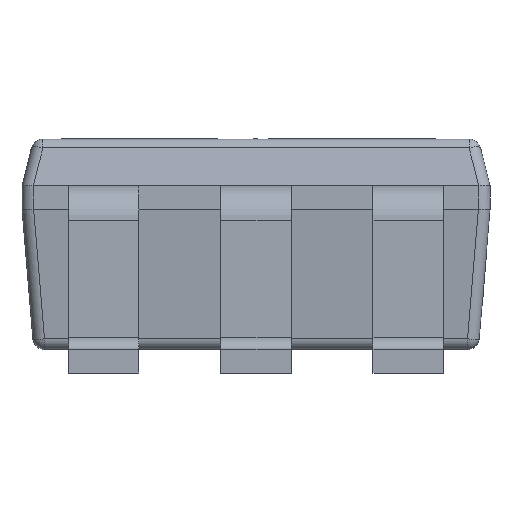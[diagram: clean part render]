
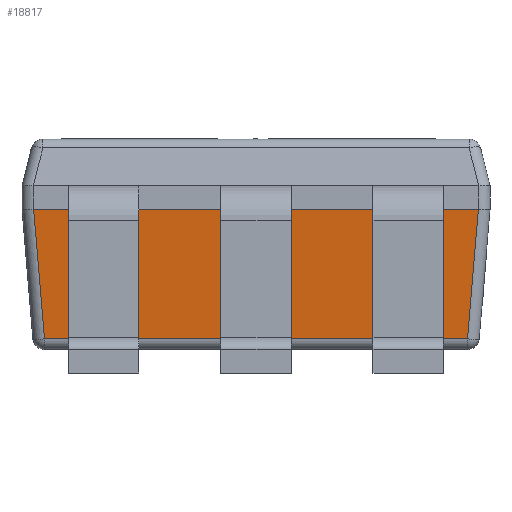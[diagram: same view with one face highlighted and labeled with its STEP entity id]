
A CAD part, left-side view. The second image highlights one B-rep face of the part: STEP entity #18817.
In plain terms, the highlighted planar face has unit normal (-0.997, 0, -0.083).
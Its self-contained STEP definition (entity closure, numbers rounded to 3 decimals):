
#841 = LINE ( 'NONE', #11075, #19316 ) ;
#1125 = LINE ( 'NONE', #2590, #18096 ) ;
#1146 = LINE ( 'NONE', #9019, #11116 ) ;
#1995 = DIRECTION ( 'NONE',  ( 0., -1., 0. ) ) ;
#2183 = ORIENTED_EDGE ( 'NONE', *, *, #23687, .T. ) ;
#2424 = DIRECTION ( 'NONE',  ( -0.083, -0.083, 0.993 ) ) ;
#2576 = EDGE_CURVE ( 'NONE', #8564, #3302, #4392, .T. ) ;
#2590 = CARTESIAN_POINT ( 'NONE',  ( -0.625, 1., 0.6 ) ) ;
#2602 = EDGE_CURVE ( 'NONE', #18910, #3302, #841, .T. ) ;
#2630 = ORIENTED_EDGE ( 'NONE', *, *, #2576, .T. ) ;
#3302 = VERTEX_POINT ( 'NONE', #16610 ) ;
#4127 = LINE ( 'NONE', #10686, #10947 ) ;
#4179 = EDGE_CURVE ( 'NONE', #22593, #23659, #1146, .T. ) ;
#4392 = LINE ( 'NONE', #12421, #10025 ) ;
#4866 = AXIS2_PLACEMENT_3D ( 'NONE', #11984, #20068, #1995 ) ;
#6592 = CARTESIAN_POINT ( 'NONE',  ( -0.579, 0.904, 0.046 ) ) ;
#7663 = EDGE_CURVE ( 'NONE', #22593, #9405, #1125, .T. ) ;
#8564 = VERTEX_POINT ( 'NONE', #16811 ) ;
#8935 = DIRECTION ( 'NONE',  ( 0., -1., 0. ) ) ;
#9019 = CARTESIAN_POINT ( 'NONE',  ( -0.625, 0.951, 0.604 ) ) ;
#9405 = VERTEX_POINT ( 'NONE', #21783 ) ;
#9834 = ORIENTED_EDGE ( 'NONE', *, *, #7663, .F. ) ;
#10019 = FACE_OUTER_BOUND ( 'NONE', #12358, .T. ) ;
#10025 = VECTOR ( 'NONE', #2424, 1000. ) ;
#10686 = CARTESIAN_POINT ( 'NONE',  ( -0.625, 1., 0.6 ) ) ;
#10947 = VECTOR ( 'NONE', #18758, 1000. ) ;
#10956 = DIRECTION ( 'NONE',  ( 0., -1., 0. ) ) ;
#11072 = EDGE_CURVE ( 'NONE', #9405, #18910, #4127, .T. ) ;
#11075 = CARTESIAN_POINT ( 'NONE',  ( -0.625, 1., 0.6 ) ) ;
#11116 = VECTOR ( 'NONE', #13128, 1000. ) ;
#11159 = ORIENTED_EDGE ( 'NONE', *, *, #11072, .F. ) ;
#11984 = CARTESIAN_POINT ( 'NONE',  ( -0.625, 1., 0.6 ) ) ;
#12358 = EDGE_LOOP ( 'NONE', ( #2183, #2630, #16912, #11159, #9834, #23201 ) ) ;
#12421 = CARTESIAN_POINT ( 'NONE',  ( -0.612, -0.937, 0.44 ) ) ;
#12635 = CARTESIAN_POINT ( 'NONE',  ( -0.579, -0.95, 0.046 ) ) ;
#13128 = DIRECTION ( 'NONE',  ( 0.083, -0.083, -0.993 ) ) ;
#16610 = CARTESIAN_POINT ( 'NONE',  ( -0.625, -0.95, 0.6 ) ) ;
#16641 = LINE ( 'NONE', #12635, #22652 ) ;
#16705 = DIRECTION ( 'NONE',  ( 0., -1., 0. ) ) ;
#16811 = CARTESIAN_POINT ( 'NONE',  ( -0.579, -0.904, 0.046 ) ) ;
#16912 = ORIENTED_EDGE ( 'NONE', *, *, #2602, .F. ) ;
#18096 = VECTOR ( 'NONE', #16705, 1000. ) ;
#18758 = DIRECTION ( 'NONE',  ( 0., -1., 0. ) ) ;
#18817 = ADVANCED_FACE ( 'NONE', ( #10019 ), #22446, .F. ) ;
#18910 = VERTEX_POINT ( 'NONE', #23615 ) ;
#19316 = VECTOR ( 'NONE', #10956, 1000. ) ;
#20068 = DIRECTION ( 'NONE',  ( 0.997, 0., 0.083 ) ) ;
#21783 = CARTESIAN_POINT ( 'NONE',  ( -0.625, 0.95, 0.6 ) ) ;
#22446 = PLANE ( 'NONE',  #4866 ) ;
#22593 = VERTEX_POINT ( 'NONE', #22979 ) ;
#22652 = VECTOR ( 'NONE', #8935, 1000. ) ;
#22979 = CARTESIAN_POINT ( 'NONE',  ( -0.625, 0.95, 0.6 ) ) ;
#23201 = ORIENTED_EDGE ( 'NONE', *, *, #4179, .T. ) ;
#23615 = CARTESIAN_POINT ( 'NONE',  ( -0.625, -0.95, 0.6 ) ) ;
#23659 = VERTEX_POINT ( 'NONE', #6592 ) ;
#23687 = EDGE_CURVE ( 'NONE', #23659, #8564, #16641, .T. ) ;
